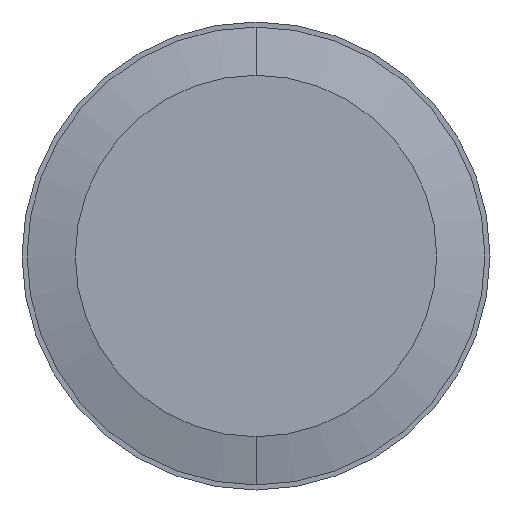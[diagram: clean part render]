
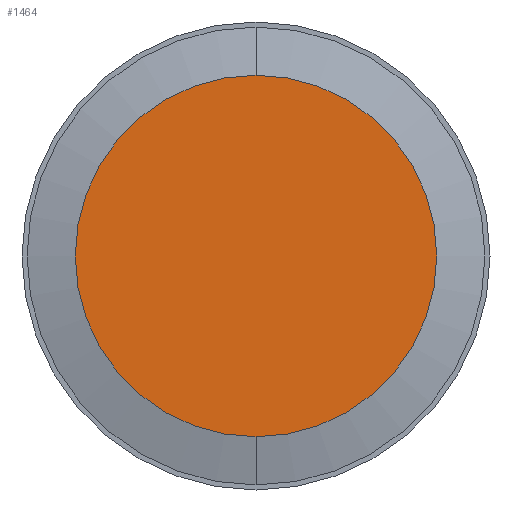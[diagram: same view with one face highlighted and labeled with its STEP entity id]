
A CAD part, front view. The second image highlights one B-rep face of the part: STEP entity #1464.
In plain terms, the highlighted planar face has unit normal (0, -1, 0).
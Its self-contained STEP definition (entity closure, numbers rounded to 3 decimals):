
#264 = DIRECTION ( 'NONE',  ( 0., 1., 0. ) ) ;
#292 = CARTESIAN_POINT ( 'NONE',  ( 0., 0., 0. ) ) ;
#456 = EDGE_CURVE ( 'NONE', #2096, #1052, #498, .T. ) ;
#498 = CIRCLE ( 'NONE', #520, 23.25 ) ;
#520 = AXIS2_PLACEMENT_3D ( 'NONE', #292, #800, #1599 ) ;
#548 = EDGE_CURVE ( 'NONE', #1052, #2096, #2008, .T. ) ;
#558 = DIRECTION ( 'NONE',  ( 0., -1., 0. ) ) ;
#784 = PLANE ( 'NONE',  #2200 ) ;
#800 = DIRECTION ( 'NONE',  ( 0., -1., 0. ) ) ;
#981 = CARTESIAN_POINT ( 'NONE',  ( 0., 0., 23.25 ) ) ;
#1052 = VERTEX_POINT ( 'NONE', #2098 ) ;
#1085 = CARTESIAN_POINT ( 'NONE',  ( 0., 0., 0. ) ) ;
#1464 = ADVANCED_FACE ( 'NONE', ( #2353 ), #784, .F. ) ;
#1599 = DIRECTION ( 'NONE',  ( 0., 0., -1. ) ) ;
#1834 = EDGE_LOOP ( 'NONE', ( #2483, #2396 ) ) ;
#2008 = CIRCLE ( 'NONE', #2139, 23.25 ) ;
#2055 = DIRECTION ( 'NONE',  ( 0., 0., 1. ) ) ;
#2096 = VERTEX_POINT ( 'NONE', #981 ) ;
#2098 = CARTESIAN_POINT ( 'NONE',  ( 0., 0., -23.25 ) ) ;
#2139 = AXIS2_PLACEMENT_3D ( 'NONE', #2577, #558, #2566 ) ;
#2200 = AXIS2_PLACEMENT_3D ( 'NONE', #1085, #264, #2055 ) ;
#2353 = FACE_OUTER_BOUND ( 'NONE', #1834, .T. ) ;
#2396 = ORIENTED_EDGE ( 'NONE', *, *, #548, .T. ) ;
#2483 = ORIENTED_EDGE ( 'NONE', *, *, #456, .T. ) ;
#2566 = DIRECTION ( 'NONE',  ( 0., 0., -1. ) ) ;
#2577 = CARTESIAN_POINT ( 'NONE',  ( 0., 0., 0. ) ) ;
